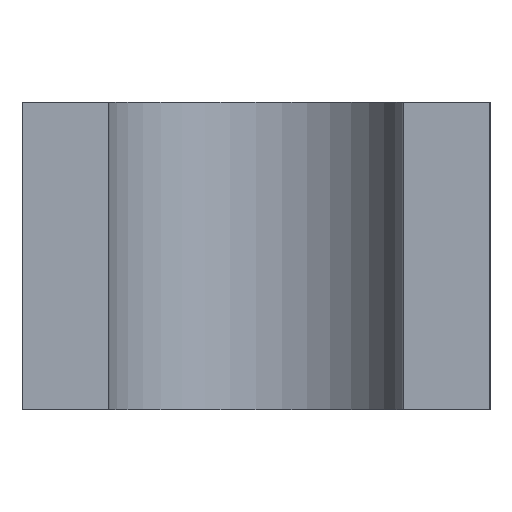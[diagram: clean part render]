
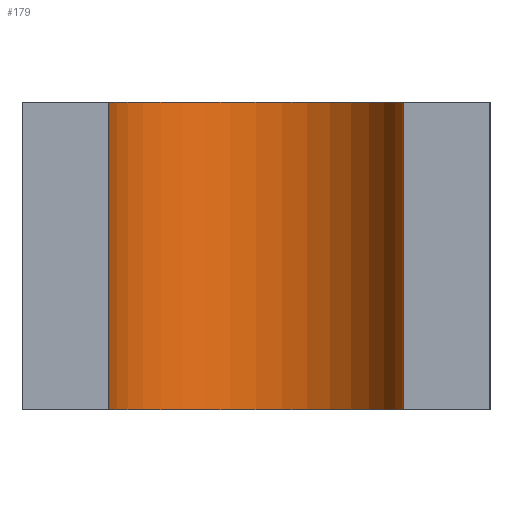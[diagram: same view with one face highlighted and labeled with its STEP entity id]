
A CAD part, left-side view. The second image highlights one B-rep face of the part: STEP entity #179.
In plain terms, the highlighted cylindrical face has radius 12 mm (diameter 24 mm), a partial arc.
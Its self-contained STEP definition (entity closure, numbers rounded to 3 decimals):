
#139=EDGE_CURVE('',#209,#263,#331,.T.);
#177=EDGE_CURVE('',#209,#195,#369,.T.);
#179=ADVANCED_FACE('',(#371),#372,.F.);
#195=VERTEX_POINT('',#391);
#197=EDGE_CURVE('',#263,#283,#393,.T.);
#203=EDGE_CURVE('',#283,#195,#399,.T.);
#209=VERTEX_POINT('',#405);
#263=VERTEX_POINT('',#469);
#283=VERTEX_POINT('',#491);
#331=CIRCLE('',#535,12.0);
#369=LINE('',#599,#600);
#371=FACE_OUTER_BOUND('',#602,.T.);
#372=CYLINDRICAL_SURFACE('',#603,12.0);
#391=CARTESIAN_POINT('',(20.,-12.0,25.));
#393=LINE('',#629,#630);
#399=CIRCLE('',#639,12.0);
#405=CARTESIAN_POINT('',(20.,-12.0,0.));
#469=CARTESIAN_POINT('',(20.,12.0,0.));
#491=CARTESIAN_POINT('',(20.,12.0,25.));
#535=AXIS2_PLACEMENT_3D('',#790,#791,#792);
#599=CARTESIAN_POINT('',(20.,-12.0,0.));
#600=VECTOR('',#813,1.0);
#602=EDGE_LOOP('',(#815,#816,#817,#818));
#603=AXIS2_PLACEMENT_3D('',#819,#820,#821);
#629=CARTESIAN_POINT('',(20.,12.0,0.));
#630=VECTOR('',#850,1.0);
#639=AXIS2_PLACEMENT_3D('',#852,#853,#854);
#790=CARTESIAN_POINT('',(20.,0.,0.));
#791=DIRECTION('',(0.0,-0.0,1.0));
#792=DIRECTION('',(0.,1.0,0.0));
#813=DIRECTION('',(0.,0.,1.0));
#815=ORIENTED_EDGE('',*,*,#203,.F.);
#816=ORIENTED_EDGE('',*,*,#197,.F.);
#817=ORIENTED_EDGE('',*,*,#139,.F.);
#818=ORIENTED_EDGE('',*,*,#177,.T.);
#819=CARTESIAN_POINT('',(20.,0.0,0.));
#820=DIRECTION('',(0.,0.,-1.0));
#821=DIRECTION('',(0.,1.0,0.));
#850=DIRECTION('',(0.,0.,1.0));
#852=CARTESIAN_POINT('',(20.,0.,25.0));
#853=DIRECTION('',(0.0,0.0,-1.0));
#854=DIRECTION('',(0.,1.0,0.0));
